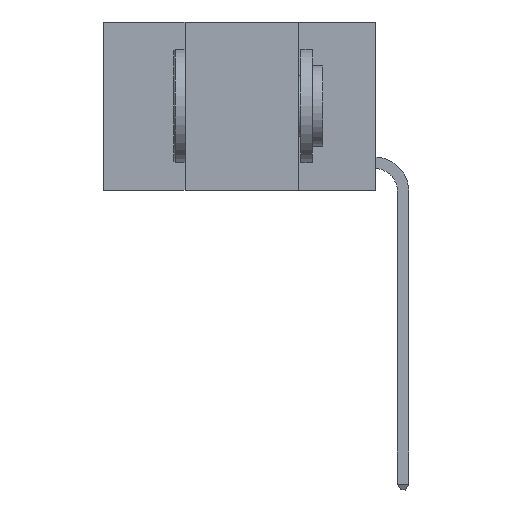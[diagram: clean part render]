
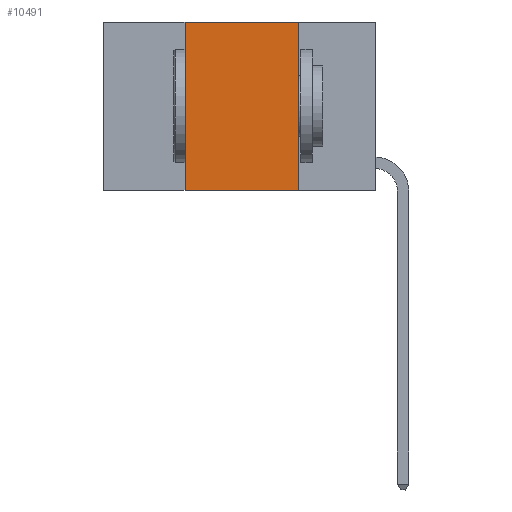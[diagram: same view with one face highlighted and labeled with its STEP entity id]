
A CAD part, left-side view. The second image highlights one B-rep face of the part: STEP entity #10491.
In plain terms, the highlighted planar face has unit normal (-1, 0, 0).
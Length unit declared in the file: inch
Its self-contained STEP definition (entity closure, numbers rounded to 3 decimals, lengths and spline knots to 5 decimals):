
#71 = VECTOR ( 'NONE', #9085, 39.37008 ) ;
#452 = CARTESIAN_POINT ( 'NONE',  ( 0., 0.17, -0.37 ) ) ;
#1446 = VERTEX_POINT ( 'NONE', #15025 ) ;
#1487 = CARTESIAN_POINT ( 'NONE',  ( 0., 0.6, 0. ) ) ;
#1493 = VERTEX_POINT ( 'NONE', #13427 ) ;
#2599 = VECTOR ( 'NONE', #15717, 39.37008 ) ;
#3177 = EDGE_CURVE ( 'NONE', #1493, #20130, #5517, .T. ) ;
#3261 = DIRECTION ( 'NONE',  ( 0., 0., -1. ) ) ;
#3516 = LINE ( 'NONE', #12000, #7746 ) ;
#3607 = AXIS2_PLACEMENT_3D ( 'NONE', #1487, #14021, #3261 ) ;
#4234 = LINE ( 'NONE', #7313, #71 ) ;
#4396 = ORIENTED_EDGE ( 'NONE', *, *, #6334, .F. ) ;
#4915 = CARTESIAN_POINT ( 'NONE',  ( 0., 0.6, -0.37 ) ) ;
#5517 = LINE ( 'NONE', #6133, #19820 ) ;
#6133 = CARTESIAN_POINT ( 'NONE',  ( 0., 0.6, 0. ) ) ;
#6334 = EDGE_CURVE ( 'NONE', #20130, #12199, #4234, .T. ) ;
#7313 = CARTESIAN_POINT ( 'NONE',  ( 0., 0.17, 0. ) ) ;
#7746 = VECTOR ( 'NONE', #8402, 39.37008 ) ;
#8402 = DIRECTION ( 'NONE',  ( 0., 0., 1. ) ) ;
#8564 = EDGE_CURVE ( 'NONE', #1446, #1493, #3516, .T. ) ;
#9085 = DIRECTION ( 'NONE',  ( 0., 0., -1. ) ) ;
#10491 = ADVANCED_FACE ( 'NONE', ( #13833 ), #17224, .F. ) ;
#11214 = EDGE_CURVE ( 'NONE', #1446, #12199, #16916, .T. ) ;
#12000 = CARTESIAN_POINT ( 'NONE',  ( 0., 0.42, 0. ) ) ;
#12185 = CARTESIAN_POINT ( 'NONE',  ( 0., 0.17, 0. ) ) ;
#12199 = VERTEX_POINT ( 'NONE', #452 ) ;
#13427 = CARTESIAN_POINT ( 'NONE',  ( 0., 0.42, 0. ) ) ;
#13833 = FACE_OUTER_BOUND ( 'NONE', #16504, .T. ) ;
#14021 = DIRECTION ( 'NONE',  ( 1., 0., 0. ) ) ;
#14865 = ORIENTED_EDGE ( 'NONE', *, *, #11214, .T. ) ;
#15025 = CARTESIAN_POINT ( 'NONE',  ( 0., 0.42, -0.37 ) ) ;
#15717 = DIRECTION ( 'NONE',  ( 0., -1., 0. ) ) ;
#16504 = EDGE_LOOP ( 'NONE', ( #4396, #20371, #22280, #14865 ) ) ;
#16861 = DIRECTION ( 'NONE',  ( 0., -1., 0. ) ) ;
#16916 = LINE ( 'NONE', #4915, #2599 ) ;
#17224 = PLANE ( 'NONE',  #3607 ) ;
#19820 = VECTOR ( 'NONE', #16861, 39.37008 ) ;
#20130 = VERTEX_POINT ( 'NONE', #12185 ) ;
#20371 = ORIENTED_EDGE ( 'NONE', *, *, #3177, .F. ) ;
#22280 = ORIENTED_EDGE ( 'NONE', *, *, #8564, .F. ) ;
